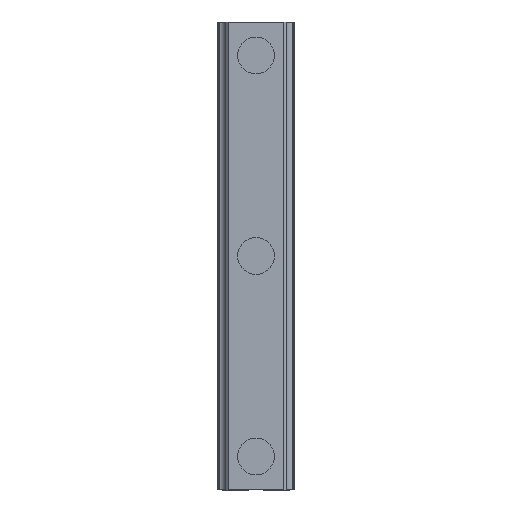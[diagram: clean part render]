
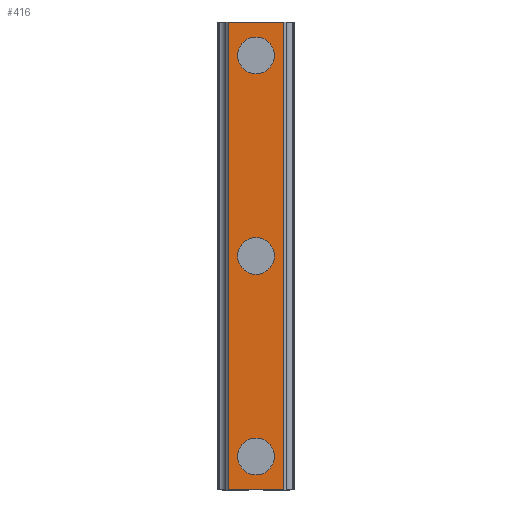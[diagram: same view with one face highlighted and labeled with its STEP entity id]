
A CAD part, top view. The second image highlights one B-rep face of the part: STEP entity #416.
In plain terms, the highlighted planar face has unit normal (0, 0, 1).
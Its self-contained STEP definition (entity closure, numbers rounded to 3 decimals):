
#416=ADVANCED_FACE('',(#857,#858,#859,#860),#861,.T.);
#857=FACE_BOUND('',#1316,.T.);
#858=FACE_BOUND('',#1317,.T.);
#859=FACE_BOUND('',#1318,.T.);
#860=FACE_OUTER_BOUND('',#1319,.T.);
#861=PLANE('',#1320);
#1316=EDGE_LOOP('',(#2579,#2580));
#1317=EDGE_LOOP('',(#2581,#2582));
#1318=EDGE_LOOP('',(#2583,#2584));
#1319=EDGE_LOOP('',(#2585,#2586,#2587,#2588));
#1320=AXIS2_PLACEMENT_3D('',#2589,#2590,#2591);
#2579=ORIENTED_EDGE('',*,*,#2833,.T.);
#2580=ORIENTED_EDGE('',*,*,#3204,.T.);
#2581=ORIENTED_EDGE('',*,*,#2819,.T.);
#2582=ORIENTED_EDGE('',*,*,#3228,.T.);
#2583=ORIENTED_EDGE('',*,*,#2805,.T.);
#2584=ORIENTED_EDGE('',*,*,#3243,.T.);
#2585=ORIENTED_EDGE('',*,*,#3182,.T.);
#2586=ORIENTED_EDGE('',*,*,#3298,.F.);
#2587=ORIENTED_EDGE('',*,*,#3046,.F.);
#2588=ORIENTED_EDGE('',*,*,#3296,.T.);
#2589=CARTESIAN_POINT('',(0.0,140.0,22.));
#2590=DIRECTION('',(0.0,0.0,1.0));
#2591=DIRECTION('',(-1.0,0.0,-0.0));
#2805=EDGE_CURVE('',#3368,#3365,#3369,.T.);
#2819=EDGE_CURVE('',#3394,#3391,#3395,.T.);
#2833=EDGE_CURVE('',#3420,#3417,#3421,.T.);
#3046=EDGE_CURVE('',#3744,#3746,#3747,.T.);
#3182=EDGE_CURVE('',#3973,#3971,#3974,.T.);
#3204=EDGE_CURVE('',#3417,#3420,#4015,.T.);
#3228=EDGE_CURVE('',#3391,#3394,#4045,.T.);
#3243=EDGE_CURVE('',#3365,#3368,#4063,.T.);
#3296=EDGE_CURVE('',#3744,#3973,#4119,.T.);
#3298=EDGE_CURVE('',#3746,#3971,#4121,.T.);
#3365=VERTEX_POINT('',#4190);
#3368=VERTEX_POINT('',#4194);
#3369=CIRCLE('',#4195,5.5);
#3391=VERTEX_POINT('',#4220);
#3394=VERTEX_POINT('',#4224);
#3395=CIRCLE('',#4225,5.5);
#3417=VERTEX_POINT('',#4250);
#3420=VERTEX_POINT('',#4254);
#3421=CIRCLE('',#4255,5.5);
#3744=VERTEX_POINT('',#4709);
#3746=VERTEX_POINT('',#4712);
#3747=LINE('',#4713,#4714);
#3971=VERTEX_POINT('',#5026);
#3973=VERTEX_POINT('',#5029);
#3974=LINE('',#5030,#5031);
#4015=CIRCLE('',#5081,5.5);
#4045=CIRCLE('',#5119,5.5);
#4063=CIRCLE('',#5140,5.5);
#4119=LINE('',#5218,#5219);
#4121=LINE('',#5221,#5222);
#4190=CARTESIAN_POINT('',(5.5,10.0,22.));
#4194=CARTESIAN_POINT('',(-5.5,10.0,22.));
#4195=AXIS2_PLACEMENT_3D('',#5315,#5316,#5317);
#4220=CARTESIAN_POINT('',(5.5,70.0,22.));
#4224=CARTESIAN_POINT('',(-5.5,70.0,22.));
#4225=AXIS2_PLACEMENT_3D('',#5343,#5344,#5345);
#4250=CARTESIAN_POINT('',(5.5,130.0,22.));
#4254=CARTESIAN_POINT('',(-5.5,130.0,22.));
#4255=AXIS2_PLACEMENT_3D('',#5371,#5372,#5373);
#4709=CARTESIAN_POINT('',(-8.3,140.0,22.));
#4712=CARTESIAN_POINT('',(8.3,140.0,22.));
#4713=CARTESIAN_POINT('',(-8.3,140.0,22.));
#4714=VECTOR('',#5587,1.0);
#5026=CARTESIAN_POINT('',(8.3,0.0,22.));
#5029=CARTESIAN_POINT('',(-8.3,0.0,22.));
#5030=CARTESIAN_POINT('',(-8.3,0.0,22.));
#5031=VECTOR('',#5743,1.0);
#5081=AXIS2_PLACEMENT_3D('',#5786,#5787,#5788);
#5119=AXIS2_PLACEMENT_3D('',#5821,#5822,#5823);
#5140=AXIS2_PLACEMENT_3D('',#5842,#5843,#5844);
#5218=CARTESIAN_POINT('',(-8.3,140.0,22.));
#5219=VECTOR('',#5882,1.0);
#5221=CARTESIAN_POINT('',(8.3,140.0,22.));
#5222=VECTOR('',#5883,1.0);
#5315=CARTESIAN_POINT('',(0.0,10.0,22.));
#5316=DIRECTION('',(0.0,0.0,-1.0));
#5317=DIRECTION('',(1.0,0.0,0.0));
#5343=CARTESIAN_POINT('',(0.0,70.0,22.));
#5344=DIRECTION('',(0.0,0.0,-1.0));
#5345=DIRECTION('',(1.0,0.0,0.0));
#5371=CARTESIAN_POINT('',(0.0,130.0,22.));
#5372=DIRECTION('',(0.0,0.0,-1.0));
#5373=DIRECTION('',(1.0,0.0,0.0));
#5587=DIRECTION('',(1.0,0.0,0.0));
#5743=DIRECTION('',(1.0,0.0,0.0));
#5786=CARTESIAN_POINT('',(0.0,130.0,22.));
#5787=DIRECTION('',(0.0,0.0,-1.0));
#5788=DIRECTION('',(1.0,0.0,0.0));
#5821=CARTESIAN_POINT('',(0.0,70.0,22.));
#5822=DIRECTION('',(0.0,0.0,-1.0));
#5823=DIRECTION('',(1.0,0.0,0.0));
#5842=CARTESIAN_POINT('',(0.0,10.0,22.));
#5843=DIRECTION('',(0.0,0.0,-1.0));
#5844=DIRECTION('',(1.0,0.0,0.0));
#5882=DIRECTION('',(0.0,-1.0,0.0));
#5883=DIRECTION('',(0.0,-1.0,0.0));
